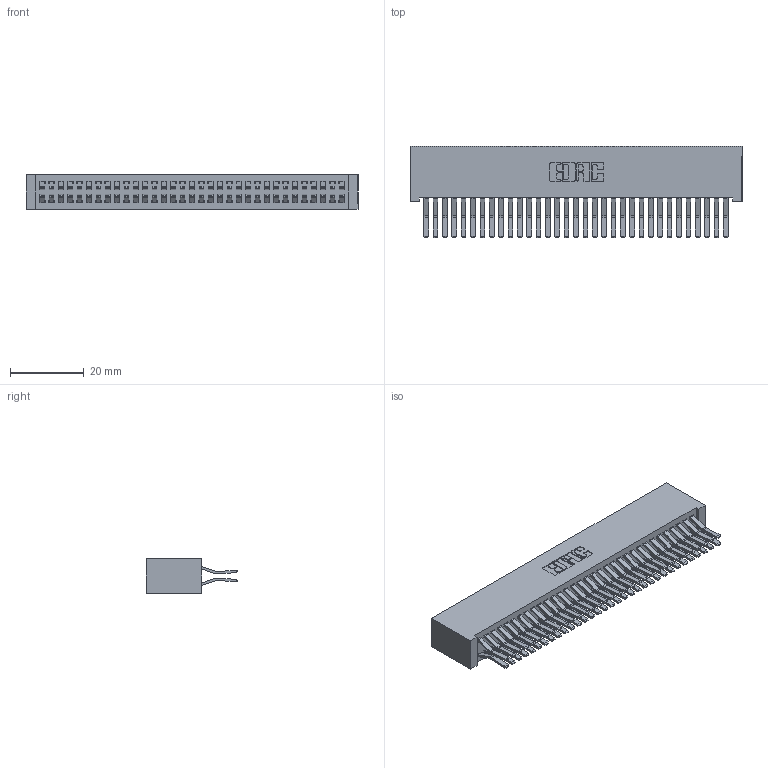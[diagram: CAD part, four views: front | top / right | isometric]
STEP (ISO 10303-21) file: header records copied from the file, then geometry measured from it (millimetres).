
FILE_DESCRIPTION (( 'STEP AP203' ), '1' );
FILE_NAME ('342-066-560-201.STEP', '2019-10-03T15:12:00', ( '' ), ( '' ), 'SwSTEP 2.0', 'SolidWorks 2016', '' );
FILE_SCHEMA (( 'CONFIG_CONTROL_DESIGN' ));
Length unit declared in the file: inch
Products named in the file (3): 342 Part_Lugless; 345-292-001_560 Tail; 342-066-560-201
Assembly tree (67 placements, depth 2):
  342-066-560-201
    342 Part_Lugless
    345-292-001_560 Tail  x66
Bounding box: 90.07 x 24.78 x 9.4 mm (x, y, z)
Volume: 8922.9 mm3; surface area: 15787.7 mm2
Topology: 67 solids, 67 shells, 3666 faces, 10901 edges, 7178 vertices
Faces by surface type: plane 2438, cylinder 1228
Entity records: 22073 total; most frequent: CARTESIAN_POINT 3666, ORIENTED_EDGE 3602, DIRECTION 3145, EDGE_CURVE 1801, LINE 1677, VECTOR 1677, VERTEX_POINT 1198, AXIS2_PLACEMENT_3D 734
